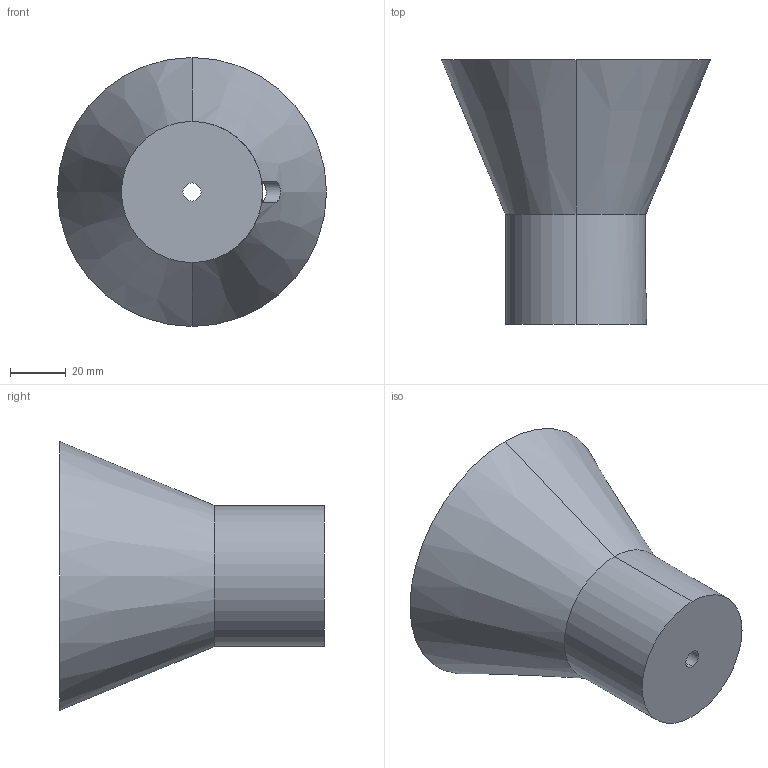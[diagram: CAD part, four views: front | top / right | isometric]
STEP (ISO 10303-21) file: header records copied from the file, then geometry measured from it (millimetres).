
FILE_DESCRIPTION (( 'STEP AP203' ), '1' );
FILE_NAME ('female_cone.STEP', '2017-07-27T15:53:08', ( '' ), ( '' ), 'SwSTEP 2.0', 'SolidWorks 2016', '' );
FILE_SCHEMA (( 'CONFIG_CONTROL_DESIGN' ));
Length unit declared in the file: inch
Products named in the file (1): female_cone
Bounding box: 96.84 x 95.25 x 96.84 mm (x, y, z)
Volume: 100519.3 mm3; surface area: 41411.7 mm2
Topology: 1 solids, 1 shells, 22 faces, 61 edges, 40 vertices
Faces by surface type: cylinder 10, plane 8, cone 4
Entity records: 929 total; most frequent: CARTESIAN_POINT 268, DIRECTION 124, ORIENTED_EDGE 122, EDGE_CURVE 61, AXIS2_PLACEMENT_3D 48, VERTEX_POINT 40, VECTOR 28, LINE 28
